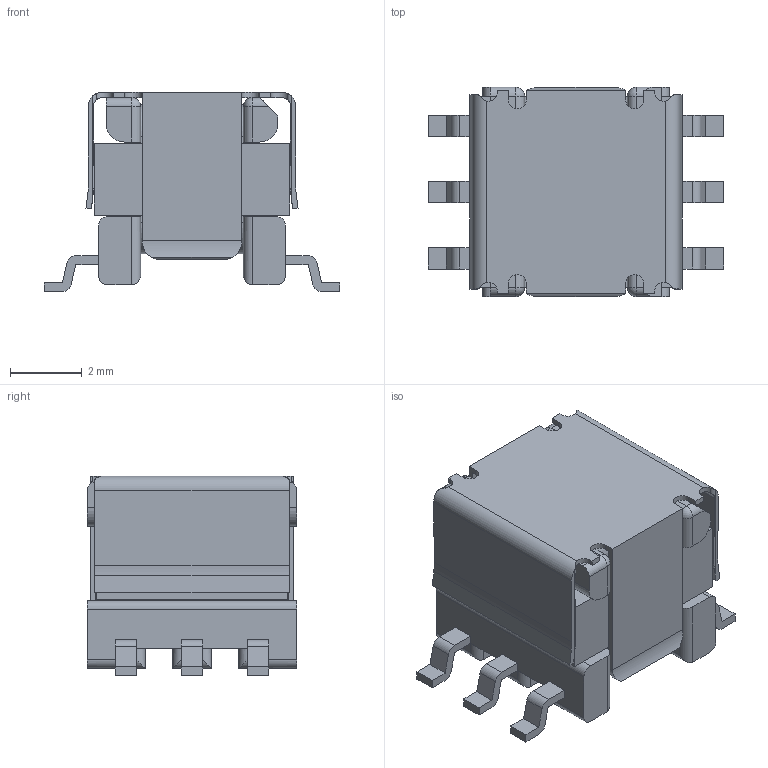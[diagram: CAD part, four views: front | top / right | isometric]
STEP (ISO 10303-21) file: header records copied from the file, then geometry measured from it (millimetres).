
FILE_DESCRIPTION(/* description */ ('Unknown'),/* implementation_level */ '2;1');
FILE_NAME(/* name */ 'T_Wurth_WE-PPTI-EE5',/* time_stamp */ '2025-10-31T16:17:14+08:00',/* author */ ('Unknown'),/* organization */ ('Unknown'),/* preprocessor_version */ 'ST-DEVELOPER v19.4',/* originating_system */ 'Solid Edge',/* authorisation */ 'Unknown');
FILE_SCHEMA (('AUTOMOTIVE_DESIGN {1 0 10303 214 3 1 1}'));
Length unit declared in the file: millimetre
Products named in the file (2): T_Wurth_WE-PPTI-EE5
Assembly tree (1 placements, depth 2):
  T_Wurth_WE-PPTI-EE5
    T_Wurth_WE-PPTI-EE5
Bounding box: 8.26 x 5.85 x 5.57 mm (x, y, z)
Volume: 125.3 mm3; surface area: 615 mm2
Topology: 5 solids, 5 shells, 289 faces, 805 edges, 522 vertices
Faces by surface type: plane 183, cylinder 102, sphere 4
Entity records: 10442 total; most frequent: CARTESIAN_POINT 1832, ORIENTED_EDGE 1602, DIRECTION 1459, EDGE_CURVE 801, LINE 601, VECTOR 601, VERTEX_POINT 522, AXIS2_PLACEMENT_3D 429
